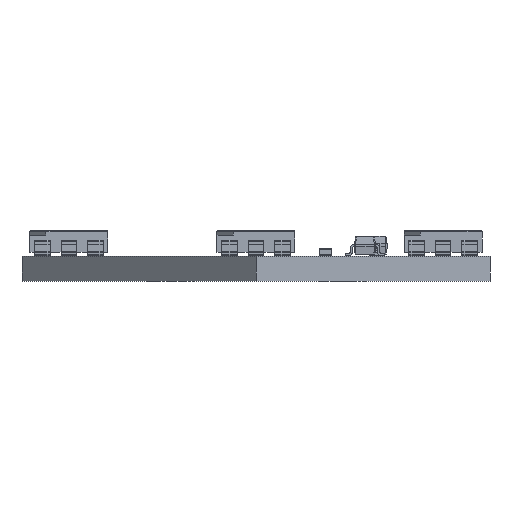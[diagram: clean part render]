
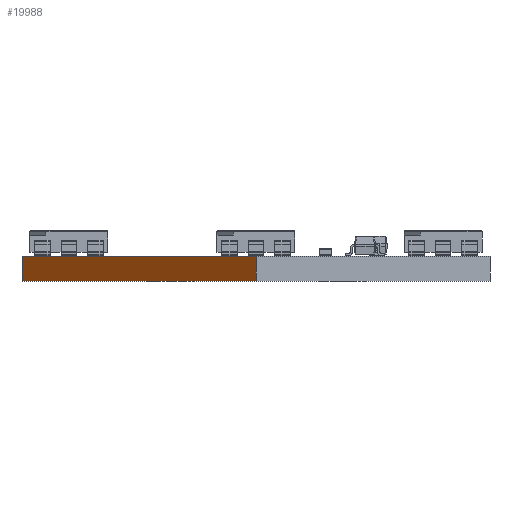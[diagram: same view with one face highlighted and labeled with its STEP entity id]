
A CAD part, front view. The second image highlights one B-rep face of the part: STEP entity #19988.
In plain terms, the highlighted planar face has unit normal (-0.707, -0.707, 0).
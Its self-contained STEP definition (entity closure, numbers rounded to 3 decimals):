
#19872 = EDGE_CURVE('',#19873,#19875,#19877,.T.);
#19873 = VERTEX_POINT('',#19874);
#19874 = CARTESIAN_POINT('',(-15.,4.,0.));
#19875 = VERTEX_POINT('',#19876);
#19876 = CARTESIAN_POINT('',(-15.,4.,1.6));
#19877 = SURFACE_CURVE('',#19878,(#19882,#19894),.PCURVE_S1.);
#19878 = LINE('',#19879,#19880);
#19879 = CARTESIAN_POINT('',(-15.,4.,0.));
#19880 = VECTOR('',#19881,1.);
#19881 = DIRECTION('',(0.,0.,1.));
#19882 = PCURVE('',#19883,#19888);
#19883 = PLANE('',#19884);
#19884 = AXIS2_PLACEMENT_3D('',#19885,#19886,#19887);
#19885 = CARTESIAN_POINT('',(-15.,4.,0.));
#19886 = DIRECTION('',(-1.,0.,0.));
#19887 = DIRECTION('',(0.,1.,0.));
#19888 = DEFINITIONAL_REPRESENTATION('',(#19889),#19893);
#19889 = LINE('',#19890,#19891);
#19890 = CARTESIAN_POINT('',(0.,0.));
#19891 = VECTOR('',#19892,1.);
#19892 = DIRECTION('',(0.,-1.));
#19893 = ( GEOMETRIC_REPRESENTATION_CONTEXT(2) 
PARAMETRIC_REPRESENTATION_CONTEXT() REPRESENTATION_CONTEXT('2D SPACE',''
  ) );
#19894 = PCURVE('',#19895,#19900);
#19895 = PLANE('',#19896);
#19896 = AXIS2_PLACEMENT_3D('',#19897,#19898,#19899);
#19897 = CARTESIAN_POINT('',(0.,-11.,0.));
#19898 = DIRECTION('',(-0.707,-0.707,0.));
#19899 = DIRECTION('',(-0.707,0.707,0.));
#19900 = DEFINITIONAL_REPRESENTATION('',(#19901),#19905);
#19901 = LINE('',#19902,#19903);
#19902 = CARTESIAN_POINT('',(21.213,0.));
#19903 = VECTOR('',#19904,1.);
#19904 = DIRECTION('',(0.,-1.));
#19905 = ( GEOMETRIC_REPRESENTATION_CONTEXT(2) 
PARAMETRIC_REPRESENTATION_CONTEXT() REPRESENTATION_CONTEXT('2D SPACE',''
  ) );
#19923 = PLANE('',#19924);
#19924 = AXIS2_PLACEMENT_3D('',#19925,#19926,#19927);
#19925 = CARTESIAN_POINT('',(0.,36.,1.6));
#19926 = DIRECTION('',(0.,0.,-1.));
#19927 = DIRECTION('',(-1.,0.,0.));
#19977 = PLANE('',#19978);
#19978 = AXIS2_PLACEMENT_3D('',#19979,#19980,#19981);
#19979 = CARTESIAN_POINT('',(0.,36.,0.));
#19980 = DIRECTION('',(0.,0.,-1.));
#19981 = DIRECTION('',(-1.,0.,0.));
#19988 = ADVANCED_FACE('',(#19989),#19895,.T.);
#19989 = FACE_BOUND('',#19990,.T.);
#19990 = EDGE_LOOP('',(#19991,#20021,#20042,#20043));
#19991 = ORIENTED_EDGE('',*,*,#19992,.T.);
#19992 = EDGE_CURVE('',#19993,#19995,#19997,.T.);
#19993 = VERTEX_POINT('',#19994);
#19994 = CARTESIAN_POINT('',(0.,-11.,0.));
#19995 = VERTEX_POINT('',#19996);
#19996 = CARTESIAN_POINT('',(0.,-11.,1.6));
#19997 = SURFACE_CURVE('',#19998,(#20002,#20009),.PCURVE_S1.);
#19998 = LINE('',#19999,#20000);
#19999 = CARTESIAN_POINT('',(0.,-11.,0.));
#20000 = VECTOR('',#20001,1.);
#20001 = DIRECTION('',(0.,0.,1.));
#20002 = PCURVE('',#19895,#20003);
#20003 = DEFINITIONAL_REPRESENTATION('',(#20004),#20008);
#20004 = LINE('',#20005,#20006);
#20005 = CARTESIAN_POINT('',(0.,0.));
#20006 = VECTOR('',#20007,1.);
#20007 = DIRECTION('',(0.,-1.));
#20008 = ( GEOMETRIC_REPRESENTATION_CONTEXT(2) 
PARAMETRIC_REPRESENTATION_CONTEXT() REPRESENTATION_CONTEXT('2D SPACE',''
  ) );
#20009 = PCURVE('',#20010,#20015);
#20010 = PLANE('',#20011);
#20011 = AXIS2_PLACEMENT_3D('',#20012,#20013,#20014);
#20012 = CARTESIAN_POINT('',(15.,4.,0.));
#20013 = DIRECTION('',(0.707,-0.707,0.));
#20014 = DIRECTION('',(-0.707,-0.707,0.));
#20015 = DEFINITIONAL_REPRESENTATION('',(#20016),#20020);
#20016 = LINE('',#20017,#20018);
#20017 = CARTESIAN_POINT('',(21.213,0.));
#20018 = VECTOR('',#20019,1.);
#20019 = DIRECTION('',(0.,-1.));
#20020 = ( GEOMETRIC_REPRESENTATION_CONTEXT(2) 
PARAMETRIC_REPRESENTATION_CONTEXT() REPRESENTATION_CONTEXT('2D SPACE',''
  ) );
#20021 = ORIENTED_EDGE('',*,*,#20022,.T.);
#20022 = EDGE_CURVE('',#19995,#19875,#20023,.T.);
#20023 = SURFACE_CURVE('',#20024,(#20028,#20035),.PCURVE_S1.);
#20024 = LINE('',#20025,#20026);
#20025 = CARTESIAN_POINT('',(0.,-11.,1.6));
#20026 = VECTOR('',#20027,1.);
#20027 = DIRECTION('',(-0.707,0.707,0.));
#20028 = PCURVE('',#19895,#20029);
#20029 = DEFINITIONAL_REPRESENTATION('',(#20030),#20034);
#20030 = LINE('',#20031,#20032);
#20031 = CARTESIAN_POINT('',(0.,-1.6));
#20032 = VECTOR('',#20033,1.);
#20033 = DIRECTION('',(1.,0.));
#20034 = ( GEOMETRIC_REPRESENTATION_CONTEXT(2) 
PARAMETRIC_REPRESENTATION_CONTEXT() REPRESENTATION_CONTEXT('2D SPACE',''
  ) );
#20035 = PCURVE('',#19923,#20036);
#20036 = DEFINITIONAL_REPRESENTATION('',(#20037),#20041);
#20037 = LINE('',#20038,#20039);
#20038 = CARTESIAN_POINT('',(0.,-47.));
#20039 = VECTOR('',#20040,1.);
#20040 = DIRECTION('',(0.707,0.707));
#20041 = ( GEOMETRIC_REPRESENTATION_CONTEXT(2) 
PARAMETRIC_REPRESENTATION_CONTEXT() REPRESENTATION_CONTEXT('2D SPACE',''
  ) );
#20042 = ORIENTED_EDGE('',*,*,#19872,.F.);
#20043 = ORIENTED_EDGE('',*,*,#20044,.F.);
#20044 = EDGE_CURVE('',#19993,#19873,#20045,.T.);
#20045 = SURFACE_CURVE('',#20046,(#20050,#20057),.PCURVE_S1.);
#20046 = LINE('',#20047,#20048);
#20047 = CARTESIAN_POINT('',(0.,-11.,0.));
#20048 = VECTOR('',#20049,1.);
#20049 = DIRECTION('',(-0.707,0.707,0.));
#20050 = PCURVE('',#19895,#20051);
#20051 = DEFINITIONAL_REPRESENTATION('',(#20052),#20056);
#20052 = LINE('',#20053,#20054);
#20053 = CARTESIAN_POINT('',(0.,0.));
#20054 = VECTOR('',#20055,1.);
#20055 = DIRECTION('',(1.,0.));
#20056 = ( GEOMETRIC_REPRESENTATION_CONTEXT(2) 
PARAMETRIC_REPRESENTATION_CONTEXT() REPRESENTATION_CONTEXT('2D SPACE',''
  ) );
#20057 = PCURVE('',#19977,#20058);
#20058 = DEFINITIONAL_REPRESENTATION('',(#20059),#20063);
#20059 = LINE('',#20060,#20061);
#20060 = CARTESIAN_POINT('',(0.,-47.));
#20061 = VECTOR('',#20062,1.);
#20062 = DIRECTION('',(0.707,0.707));
#20063 = ( GEOMETRIC_REPRESENTATION_CONTEXT(2) 
PARAMETRIC_REPRESENTATION_CONTEXT() REPRESENTATION_CONTEXT('2D SPACE',''
  ) );
